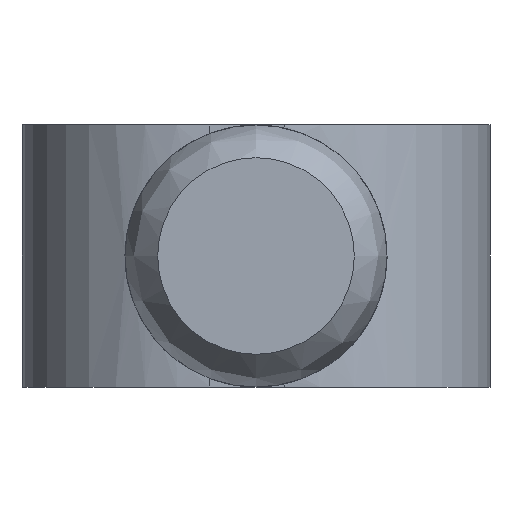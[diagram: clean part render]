
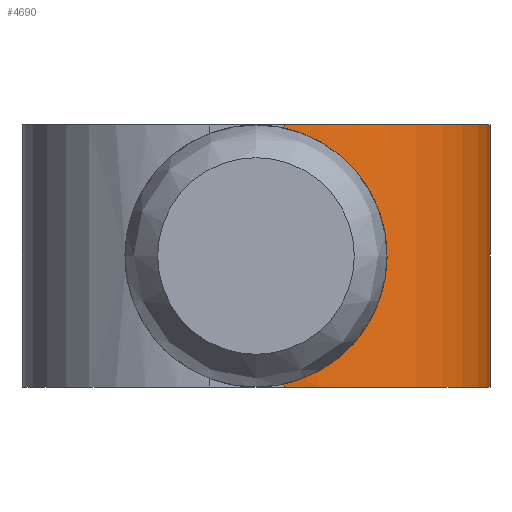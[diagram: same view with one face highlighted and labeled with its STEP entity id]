
A CAD part, left-side view. The second image highlights one B-rep face of the part: STEP entity #4690.
In plain terms, the highlighted cylindrical face has radius 11 mm (diameter 22 mm), a partial arc.
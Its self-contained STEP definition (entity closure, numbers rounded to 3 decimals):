
#515=LINE($,#8886,#912);
#517=LINE($,#8890,#914);
#520=LINE($,#8897,#917);
#912=VECTOR($,#5644,0.163);
#914=VECTOR($,#5648,0.163);
#917=VECTOR($,#5657,14.);
#919=B_SPLINE_CURVE_WITH_KNOTS($,3,(#5823,#5824,#5825,#5826,#5827,#5828,
#5829,#5830,#5831,#5832,#5833,#5834,#5835,#5836,#5837,#5838,#5839,#5840,
#5841),.UNSPECIFIED.,.F.,.F.,(4,2,2,2,3,2,2,2,4),(-0.925,-0.808,
-0.543,-0.271,0.,0.271,0.543,
0.808,0.925),.UNSPECIFIED.);
#1284=CYLINDRICAL_SURFACE($,#4883,11.);
#1591=FACE_OUTER_BOUND($,#1901,.T.);
#1901=EDGE_LOOP($,(#4375,#4376,#4377,#4378,#4379,#4380));
#1943=CIRCLE($,#4871,11.);
#1945=CIRCLE($,#4881,11.);
#1983=VERTEX_POINT($,#5820);
#1984=VERTEX_POINT($,#5822);
#2391=VERTEX_POINT($,#8863);
#2394=VERTEX_POINT($,#8870);
#2397=VERTEX_POINT($,#8888);
#2398=VERTEX_POINT($,#8893);
#2437=EDGE_CURVE($,#1984,#1983,#919,.T.);
#3051=EDGE_CURVE($,#2391,#2394,#1943,.T.);
#3057=EDGE_CURVE($,#1984,#2394,#515,.T.);
#3059=EDGE_CURVE($,#2397,#1983,#517,.T.);
#3062=EDGE_CURVE($,#2397,#2398,#1945,.T.);
#3063=EDGE_CURVE($,#2398,#2391,#520,.T.);
#4375=ORIENTED_EDGE($,*,*,#2437,.T.);
#4376=ORIENTED_EDGE($,*,*,#3059,.F.);
#4377=ORIENTED_EDGE($,*,*,#3062,.T.);
#4378=ORIENTED_EDGE($,*,*,#3063,.T.);
#4379=ORIENTED_EDGE($,*,*,#3051,.T.);
#4380=ORIENTED_EDGE($,*,*,#3057,.F.);
#4690=ADVANCED_FACE($,(#1591),#1284,.T.);
#4871=AXIS2_PLACEMENT_3D($,#8872,#5624,#5625);
#4881=AXIS2_PLACEMENT_3D($,#8895,#5653,#5654);
#4883=AXIS2_PLACEMENT_3D($,#8898,#5658,#5659);
#5624=DIRECTION('center_axis',(0.,0.,-1.));
#5625=DIRECTION('ref_axis',(-1.,0.,0.));
#5644=DIRECTION($,(0.,0.,1.));
#5648=DIRECTION($,(0.,0.,1.));
#5653=DIRECTION('center_axis',(0.,0.,1.));
#5654=DIRECTION('ref_axis',(-1.,0.,0.));
#5657=DIRECTION($,(0.,0.,1.));
#5658=DIRECTION('center_axis',(0.,0.,1.));
#5659=DIRECTION('ref_axis',(-1.,0.,0.));
#5820=CARTESIAN_POINT('',(-26.5,-1.5,-6.837));
#5822=CARTESIAN_POINT('',(-26.5,-1.5,6.837));
#5823=CARTESIAN_POINT('Ctrl Pts',(-26.5,-1.5,6.837));
#5824=CARTESIAN_POINT('Ctrl Pts',(-26.5,-1.897,6.75));
#5825=CARTESIAN_POINT('Ctrl Pts',(-26.478,-2.29,6.628));
#5826=CARTESIAN_POINT('Ctrl Pts',(-26.346,-3.524,6.119));
#5827=CARTESIAN_POINT('Ctrl Pts',(-26.157,-4.302,5.588));
#5828=CARTESIAN_POINT('Ctrl Pts',(-25.752,-5.542,4.366));
#5829=CARTESIAN_POINT('Ctrl Pts',(-25.507,-6.086,3.584));
#5830=CARTESIAN_POINT('Ctrl Pts',(-25.139,-6.815,1.854));
#5831=CARTESIAN_POINT('Ctrl Pts',(-25.026,-7.,0.905));
#5832=CARTESIAN_POINT('Ctrl Pts',(-25.026,-7.,0.));
#5833=CARTESIAN_POINT('Ctrl Pts',(-25.026,-7.,-0.905));
#5834=CARTESIAN_POINT('Ctrl Pts',(-25.139,-6.815,-1.854));
#5835=CARTESIAN_POINT('Ctrl Pts',(-25.507,-6.086,-3.584));
#5836=CARTESIAN_POINT('Ctrl Pts',(-25.752,-5.542,-4.366));
#5837=CARTESIAN_POINT('Ctrl Pts',(-26.157,-4.302,-5.588));
#5838=CARTESIAN_POINT('Ctrl Pts',(-26.346,-3.524,-6.119));
#5839=CARTESIAN_POINT('Ctrl Pts',(-26.478,-2.29,-6.628));
#5840=CARTESIAN_POINT('Ctrl Pts',(-26.5,-1.897,-6.75));
#5841=CARTESIAN_POINT('Ctrl Pts',(-26.5,-1.5,-6.837));
#8863=CARTESIAN_POINT('',(-15.5,-12.5,7.));
#8870=CARTESIAN_POINT('',(-26.5,-1.5,7.));
#8872=CARTESIAN_POINT('Origin',(-15.5,-1.5,7.));
#8886=CARTESIAN_POINT($,(-26.5,-1.5,0.));
#8888=CARTESIAN_POINT('',(-26.5,-1.5,-7.));
#8890=CARTESIAN_POINT($,(-26.5,-1.5,0.));
#8893=CARTESIAN_POINT('',(-15.5,-12.5,-7.));
#8895=CARTESIAN_POINT('Origin',(-15.5,-1.5,-7.));
#8897=CARTESIAN_POINT($,(-15.5,-12.5,0.));
#8898=CARTESIAN_POINT('Origin',(-15.5,-1.5,0.));
